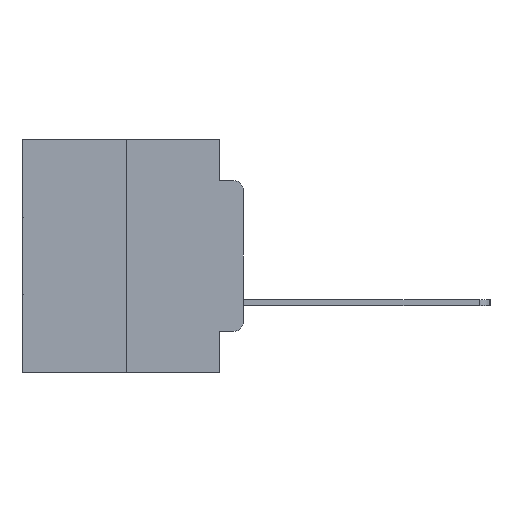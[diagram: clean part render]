
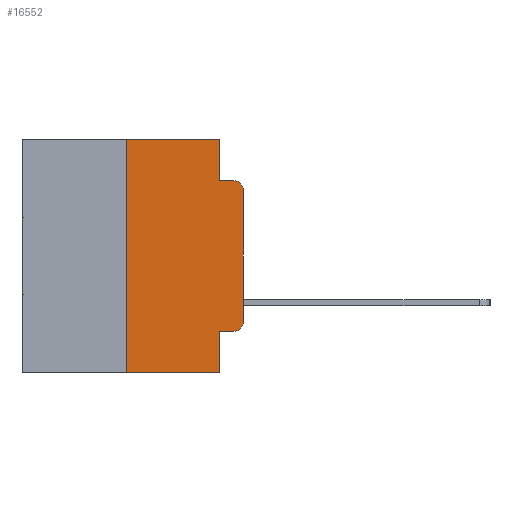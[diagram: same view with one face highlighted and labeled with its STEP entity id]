
A CAD part, left-side view. The second image highlights one B-rep face of the part: STEP entity #16552.
In plain terms, the highlighted planar face has unit normal (-1, 0, 0).
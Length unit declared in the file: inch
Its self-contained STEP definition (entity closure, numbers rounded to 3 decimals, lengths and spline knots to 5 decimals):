
#235 = VERTEX_POINT ( 'NONE', #11463 ) ;
#823 = CARTESIAN_POINT ( 'NONE',  ( 0., 0.051, -0.4115 ) ) ;
#1578 = VERTEX_POINT ( 'NONE', #16701 ) ;
#1887 = ORIENTED_EDGE ( 'NONE', *, *, #28140, .F. ) ;
#1999 = CARTESIAN_POINT ( 'NONE',  ( 0., 0.02, -0.4115 ) ) ;
#3177 = VECTOR ( 'NONE', #15924, 39.37008 ) ;
#3370 = EDGE_CURVE ( 'NONE', #12033, #8056, #20728, .T. ) ;
#3763 = EDGE_CURVE ( 'NONE', #26284, #1578, #12363, .T. ) ;
#3979 = DIRECTION ( 'NONE',  ( 0., -1., 0. ) ) ;
#4008 = VERTEX_POINT ( 'NONE', #17350 ) ;
#4201 = CARTESIAN_POINT ( 'NONE',  ( 0., 0., -0.3915 ) ) ;
#4436 = VECTOR ( 'NONE', #10738, 39.37008 ) ;
#4697 = VECTOR ( 'NONE', #3979, 39.37008 ) ;
#4763 = ORIENTED_EDGE ( 'NONE', *, *, #12553, .F. ) ;
#4900 = EDGE_CURVE ( 'NONE', #16499, #12033, #7727, .T. ) ;
#5216 = CARTESIAN_POINT ( 'NONE',  ( 0., 0.25, 0. ) ) ;
#5679 = DIRECTION ( 'NONE',  ( 1., 0., 0. ) ) ;
#5921 = AXIS2_PLACEMENT_3D ( 'NONE', #7979, #5679, #28027 ) ;
#6253 = FACE_OUTER_BOUND ( 'NONE', #13907, .T. ) ;
#6459 = EDGE_CURVE ( 'NONE', #16499, #1578, #8694, .T. ) ;
#6490 = CARTESIAN_POINT ( 'NONE',  ( 0., 0.02, -0.0885 ) ) ;
#7528 = DIRECTION ( 'NONE',  ( 0., 0., 1. ) ) ;
#7727 = LINE ( 'NONE', #20544, #23550 ) ;
#7976 = VECTOR ( 'NONE', #12442, 39.37008 ) ;
#7979 = CARTESIAN_POINT ( 'NONE',  ( 0., 0.473, 0. ) ) ;
#8056 = VERTEX_POINT ( 'NONE', #4201 ) ;
#8439 = CARTESIAN_POINT ( 'NONE',  ( 0., 0.051, 0. ) ) ;
#8694 = LINE ( 'NONE', #12057, #7976 ) ;
#8759 = ORIENTED_EDGE ( 'NONE', *, *, #15596, .T. ) ;
#9031 = DIRECTION ( 'NONE',  ( -1., 0., 0. ) ) ;
#9201 = LINE ( 'NONE', #5216, #26308 ) ;
#9518 = EDGE_CURVE ( 'NONE', #26284, #24134, #9201, .T. ) ;
#9954 = CARTESIAN_POINT ( 'NONE',  ( 0., 0., 0. ) ) ;
#10000 = LINE ( 'NONE', #24761, #3177 ) ;
#10538 = LINE ( 'NONE', #8439, #4436 ) ;
#10738 = DIRECTION ( 'NONE',  ( 0., 0., -1. ) ) ;
#11051 = EDGE_CURVE ( 'NONE', #235, #4008, #10538, .T. ) ;
#11463 = CARTESIAN_POINT ( 'NONE',  ( 0., 0.051, 0. ) ) ;
#11762 = ORIENTED_EDGE ( 'NONE', *, *, #3370, .T. ) ;
#11889 = ORIENTED_EDGE ( 'NONE', *, *, #4900, .T. ) ;
#11908 = CARTESIAN_POINT ( 'NONE',  ( 0., 0.25, 0. ) ) ;
#12033 = VERTEX_POINT ( 'NONE', #1999 ) ;
#12057 = CARTESIAN_POINT ( 'NONE',  ( 0., 0.051, 0. ) ) ;
#12363 = LINE ( 'NONE', #16294, #24237 ) ;
#12442 = DIRECTION ( 'NONE',  ( 0., 0., -1. ) ) ;
#12553 = EDGE_CURVE ( 'NONE', #4008, #12608, #22048, .T. ) ;
#12608 = VERTEX_POINT ( 'NONE', #6490 ) ;
#13308 = CARTESIAN_POINT ( 'NONE',  ( 0., 0.02, -0.3915 ) ) ;
#13345 = DIRECTION ( 'NONE',  ( -1., 0., 0. ) ) ;
#13438 = DIRECTION ( 'NONE',  ( 0., 0., -1. ) ) ;
#13907 = EDGE_LOOP ( 'NONE', ( #20565, #8759, #4763, #19300, #1887, #26503, #22115, #22433, #11889, #11762 ) ) ;
#15453 = VECTOR ( 'NONE', #25545, 39.37008 ) ;
#15596 = EDGE_CURVE ( 'NONE', #25280, #12608, #18403, .T. ) ;
#15924 = DIRECTION ( 'NONE',  ( 0., -1., 0. ) ) ;
#16231 = DIRECTION ( 'NONE',  ( 0., -1., 0. ) ) ;
#16294 = CARTESIAN_POINT ( 'NONE',  ( 0., 0.473, -0.5 ) ) ;
#16499 = VERTEX_POINT ( 'NONE', #823 ) ;
#16552 = ADVANCED_FACE ( 'NONE', ( #6253 ), #25860, .F. ) ;
#16701 = CARTESIAN_POINT ( 'NONE',  ( 0., 0.051, -0.5 ) ) ;
#17100 = EDGE_CURVE ( 'NONE', #8056, #25280, #22114, .T. ) ;
#17350 = CARTESIAN_POINT ( 'NONE',  ( 0., 0.051, -0.0885 ) ) ;
#17592 = CARTESIAN_POINT ( 'NONE',  ( 0., 0.051, -0.0885 ) ) ;
#18403 = CIRCLE ( 'NONE', #29052, 0.02 ) ;
#19300 = ORIENTED_EDGE ( 'NONE', *, *, #11051, .F. ) ;
#20544 = CARTESIAN_POINT ( 'NONE',  ( 0., 0.051, -0.4115 ) ) ;
#20565 = ORIENTED_EDGE ( 'NONE', *, *, #17100, .T. ) ;
#20728 = CIRCLE ( 'NONE', #23229, 0.02 ) ;
#22048 = LINE ( 'NONE', #17592, #4697 ) ;
#22114 = LINE ( 'NONE', #9954, #15453 ) ;
#22115 = ORIENTED_EDGE ( 'NONE', *, *, #3763, .T. ) ;
#22433 = ORIENTED_EDGE ( 'NONE', *, *, #6459, .F. ) ;
#22514 = CARTESIAN_POINT ( 'NONE',  ( 0., 0.02, -0.1085 ) ) ;
#23126 = CARTESIAN_POINT ( 'NONE',  ( 0., 0., -0.1085 ) ) ;
#23229 = AXIS2_PLACEMENT_3D ( 'NONE', #13308, #13345, #13438 ) ;
#23273 = DIRECTION ( 'NONE',  ( 0., -1., 0. ) ) ;
#23550 = VECTOR ( 'NONE', #23273, 39.37008 ) ;
#24134 = VERTEX_POINT ( 'NONE', #11908 ) ;
#24237 = VECTOR ( 'NONE', #16231, 39.37008 ) ;
#24689 = DIRECTION ( 'NONE',  ( 0., 0., -1. ) ) ;
#24761 = CARTESIAN_POINT ( 'NONE',  ( 0., 0.473, 0. ) ) ;
#25280 = VERTEX_POINT ( 'NONE', #23126 ) ;
#25545 = DIRECTION ( 'NONE',  ( 0., 0., 1. ) ) ;
#25860 = PLANE ( 'NONE',  #5921 ) ;
#26284 = VERTEX_POINT ( 'NONE', #26464 ) ;
#26308 = VECTOR ( 'NONE', #7528, 39.37008 ) ;
#26464 = CARTESIAN_POINT ( 'NONE',  ( 0., 0.25, -0.5 ) ) ;
#26503 = ORIENTED_EDGE ( 'NONE', *, *, #9518, .F. ) ;
#28027 = DIRECTION ( 'NONE',  ( 0., 0., -1. ) ) ;
#28140 = EDGE_CURVE ( 'NONE', #24134, #235, #10000, .T. ) ;
#29052 = AXIS2_PLACEMENT_3D ( 'NONE', #22514, #9031, #24689 ) ;
